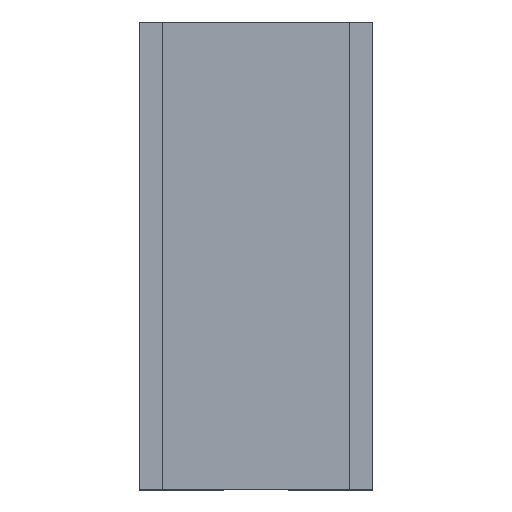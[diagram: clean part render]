
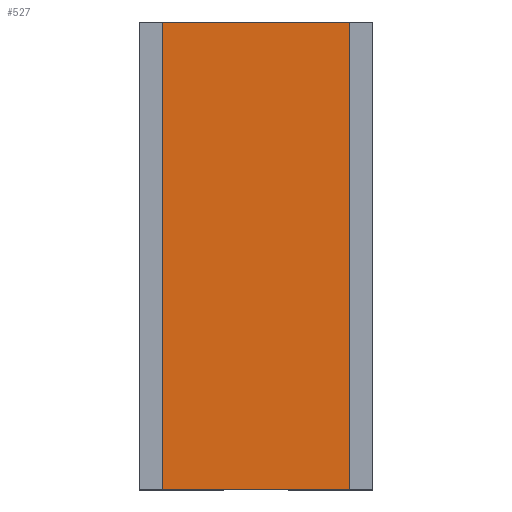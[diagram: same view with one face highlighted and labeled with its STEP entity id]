
A CAD part, top view. The second image highlights one B-rep face of the part: STEP entity #527.
In plain terms, the highlighted planar face has unit normal (0, 0, 1).
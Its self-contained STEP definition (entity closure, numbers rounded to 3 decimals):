
#29=FACE_OUTER_BOUND('',#59,.T.);
#59=EDGE_LOOP('',(#375,#376,#377,#378));
#84=LINE('',#725,#156);
#93=LINE('',#743,#165);
#97=LINE('',#751,#169);
#103=LINE('',#762,#175);
#156=VECTOR('',#590,1.);
#165=VECTOR('',#603,1.);
#169=VECTOR('',#611,1.);
#175=VECTOR('',#621,1.);
#227=VERTEX_POINT('',#721);
#229=VERTEX_POINT('',#724);
#234=VERTEX_POINT('',#737);
#236=VERTEX_POINT('',#741);
#276=EDGE_CURVE('',#229,#227,#84,.T.);
#285=EDGE_CURVE('',#234,#236,#93,.T.);
#289=EDGE_CURVE('',#236,#229,#97,.T.);
#295=EDGE_CURVE('',#227,#234,#103,.T.);
#375=ORIENTED_EDGE('',*,*,#276,.T.);
#376=ORIENTED_EDGE('',*,*,#295,.T.);
#377=ORIENTED_EDGE('',*,*,#285,.T.);
#378=ORIENTED_EDGE('',*,*,#289,.T.);
#497=PLANE('',#561);
#527=ADVANCED_FACE('',(#29),#497,.T.);
#561=AXIS2_PLACEMENT_3D('',#761,#619,#620);
#590=DIRECTION('',(0.,-1.,0.));
#603=DIRECTION('',(0.,1.,0.));
#611=DIRECTION('',(-1.,0.,0.));
#619=DIRECTION('center_axis',(0.,0.,1.));
#620=DIRECTION('ref_axis',(1.,0.,0.));
#621=DIRECTION('',(1.,0.,0.));
#721=CARTESIAN_POINT('',(-1.,-2.5,0.75));
#724=CARTESIAN_POINT('',(-1.,2.5,0.75));
#725=CARTESIAN_POINT('',(-1.,-1.25,0.75));
#737=CARTESIAN_POINT('',(1.,-2.5,0.75));
#741=CARTESIAN_POINT('',(1.,2.5,0.75));
#743=CARTESIAN_POINT('',(1.,-1.25,0.75));
#751=CARTESIAN_POINT('',(-1.25,2.5,0.75));
#761=CARTESIAN_POINT('Origin',(0.,0.,0.75));
#762=CARTESIAN_POINT('',(1.25,-2.5,0.75));
